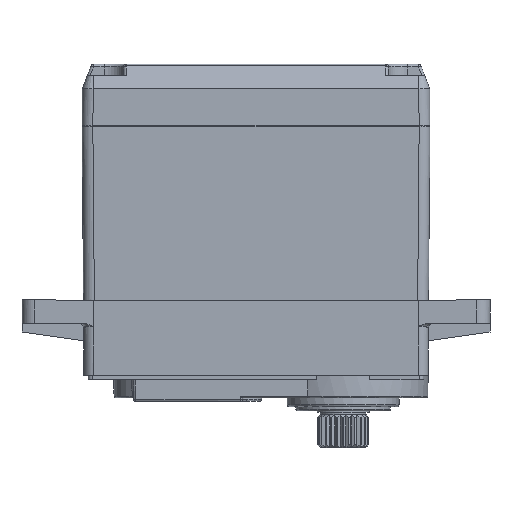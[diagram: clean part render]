
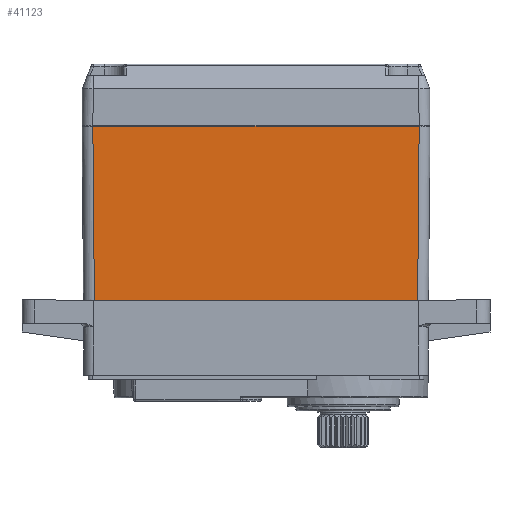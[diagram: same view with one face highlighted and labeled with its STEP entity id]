
A CAD part, left-side view. The second image highlights one B-rep face of the part: STEP entity #41123.
In plain terms, the highlighted planar face has unit normal (-1, 0, -0.009).
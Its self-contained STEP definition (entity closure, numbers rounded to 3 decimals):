
#41084=CARTESIAN_POINT('',(-9.9,20.854,-26.65));
#41085=DIRECTION('',(-1.,0.,-0.009));
#41086=DIRECTION('',(-0.009,0.,1.));
#41087=AXIS2_PLACEMENT_3D('',#41084,#41085,#41086);
#41088=PLANE('',#41087);
#41089=CARTESIAN_POINT('',(-9.9,-18.65,-26.65));
#41090=VERTEX_POINT('',#41089);
#41091=CARTESIAN_POINT('',(-9.9,18.65,-26.65));
#41092=VERTEX_POINT('',#41091);
#41093=CARTESIAN_POINT('',(-9.9,-18.65,-26.65));
#41094=DIRECTION('',(-0.,1.,0.));
#41095=VECTOR('',#41094,37.3);
#41096=LINE('',#41093,#41095);
#41097=EDGE_CURVE('',#41090,#41092,#41096,.T.);
#41098=ORIENTED_EDGE('',*,*,#41097,.F.);
#41099=CARTESIAN_POINT('',(-10.075,-18.825,-6.55));
#41100=VERTEX_POINT('',#41099);
#41101=CARTESIAN_POINT('',(-10.075,-18.825,-6.55));
#41102=DIRECTION('',(0.009,0.009,-1.));
#41103=VECTOR('',#41102,20.102);
#41104=LINE('',#41101,#41103);
#41105=EDGE_CURVE('',#41100,#41090,#41104,.T.);
#41106=ORIENTED_EDGE('',*,*,#41105,.F.);
#41107=CARTESIAN_POINT('',(-10.075,18.825,-6.55));
#41108=VERTEX_POINT('',#41107);
#41109=CARTESIAN_POINT('',(-10.075,18.825,-6.55));
#41110=DIRECTION('',(0.,-1.,0.));
#41111=VECTOR('',#41110,37.651);
#41112=LINE('',#41109,#41111);
#41113=EDGE_CURVE('',#41108,#41100,#41112,.T.);
#41114=ORIENTED_EDGE('',*,*,#41113,.F.);
#41115=CARTESIAN_POINT('',(-9.9,18.65,-26.65));
#41116=DIRECTION('',(-0.009,0.009,1.));
#41117=VECTOR('',#41116,20.102);
#41118=LINE('',#41115,#41117);
#41119=EDGE_CURVE('',#41092,#41108,#41118,.T.);
#41120=ORIENTED_EDGE('',*,*,#41119,.F.);
#41121=EDGE_LOOP('',(#41098,#41106,#41114,#41120));
#41122=FACE_BOUND('',#41121,.T.);
#41123=ADVANCED_FACE('',(#41122),#41088,.T.);
